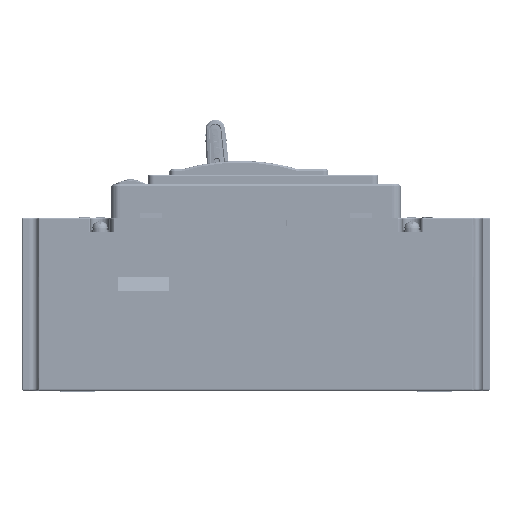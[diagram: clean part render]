
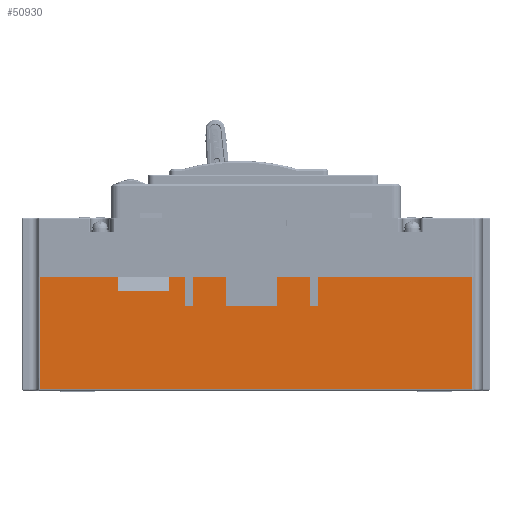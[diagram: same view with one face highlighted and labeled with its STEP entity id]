
A CAD part, front view. The second image highlights one B-rep face of the part: STEP entity #50930.
In plain terms, the highlighted planar face has unit normal (0, -1, 0).
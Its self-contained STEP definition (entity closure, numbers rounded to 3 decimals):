
#3615=DIRECTION('',(-1.,0.,0.));
#3616=VECTOR('',#3615,5.4);
#3617=CARTESIAN_POINT('',(58.166,0.,
-3.));
#3618=LINE('',#3617,#3616);
#3636=DIRECTION('',(-1.,0.,0.));
#3637=VECTOR('',#3636,27.806);
#3638=CARTESIAN_POINT('',(34.766,0.,
-3.));
#3639=LINE('',#3638,#3637);
#4271=DIRECTION('',(0.,0.,-1.));
#4272=VECTOR('',#4271,5.);
#4273=CARTESIAN_POINT('',(34.766,0.,
-3.));
#4274=LINE('',#4273,#4272);
#4278=DIRECTION('',(0.,0.,-1.));
#4279=VECTOR('',#4278,9.8);
#4280=CARTESIAN_POINT('',(58.166,0.,
-3.));
#4281=LINE('',#4280,#4279);
#4285=CARTESIAN_POINT('',(58.666,0.,
-12.8));
#4286=DIRECTION('',(0.,-1.,0.));
#4287=DIRECTION('',(-1.,0.,0.));
#4288=AXIS2_PLACEMENT_3D('',#4285,#4286,#4287);
#4293=DIRECTION('',(1.,0.,0.));
#4294=VECTOR('',#4293,2.);
#4295=CARTESIAN_POINT('',(58.666,0.,
-13.3));
#4296=LINE('',#4295,#4294);
#4300=CARTESIAN_POINT('',(60.666,0.,
-12.8));
#4301=DIRECTION('',(0.,-1.,0.));
#4302=DIRECTION('',(0.,0.,-1.));
#4303=AXIS2_PLACEMENT_3D('',#4300,#4301,#4302);
#4308=DIRECTION('',(1.,0.,0.));
#4309=VECTOR('',#4308,11.5);
#4310=CARTESIAN_POINT('',(61.166,0.,
-3.));
#4311=LINE('',#4310,#4309);
#4315=CARTESIAN_POINT('',(73.166,0.,
-12.8));
#4316=DIRECTION('',(0.,-1.,0.));
#4317=DIRECTION('',(-1.,0.,0.));
#4318=AXIS2_PLACEMENT_3D('',#4315,#4316,#4317);
#4323=CARTESIAN_POINT('',(90.166,0.,
-12.8));
#4324=DIRECTION('',(0.,-1.,0.));
#4325=DIRECTION('',(0.,0.,-1.));
#4326=AXIS2_PLACEMENT_3D('',#4323,#4324,#4325);
#4331=DIRECTION('',(0.,0.,1.));
#4332=VECTOR('',#4331,9.8);
#4333=CARTESIAN_POINT('',(90.666,0.,
-12.8));
#4334=LINE('',#4333,#4332);
#4338=DIRECTION('',(1.,0.,0.));
#4339=VECTOR('',#4338,11.5);
#4340=CARTESIAN_POINT('',(90.666,0.,
-3.));
#4341=LINE('',#4340,#4339);
#4345=DIRECTION('',(0.,0.,-1.));
#4346=VECTOR('',#4345,9.8);
#4347=CARTESIAN_POINT('',(102.166,0.,
-3.));
#4348=LINE('',#4347,#4346);
#4352=CARTESIAN_POINT('',(102.666,0.,
-12.8));
#4353=DIRECTION('',(0.,-1.,0.));
#4354=DIRECTION('',(-1.,0.,0.));
#4355=AXIS2_PLACEMENT_3D('',#4352,#4353,#4354);
#4360=DIRECTION('',(1.,0.,0.));
#4361=VECTOR('',#4360,2.);
#4362=CARTESIAN_POINT('',(102.666,0.,
-13.3));
#4363=LINE('',#4362,#4361);
#4367=CARTESIAN_POINT('',(104.666,0.,
-12.8));
#4368=DIRECTION('',(0.,-1.,0.));
#4369=DIRECTION('',(0.,0.,-1.));
#4370=AXIS2_PLACEMENT_3D('',#4367,#4368,#4369);
#4375=DIRECTION('',(1.,0.,0.));
#4376=VECTOR('',#4375,54.406);
#4377=CARTESIAN_POINT('',(105.166,0.,
-3.));
#4378=LINE('',#4377,#4376);
#4389=DIRECTION('',(-1.,0.,0.));
#4390=VECTOR('',#4389,18.);
#4391=CARTESIAN_POINT('',(52.766,0.,
-8.));
#4392=LINE('',#4391,#4390);
#4396=DIRECTION('',(0.,0.,-1.));
#4397=VECTOR('',#4396,5.);
#4398=CARTESIAN_POINT('',(52.766,0.,
-3.));
#4399=LINE('',#4398,#4397);
#4496=DIRECTION('',(0.,0.,-1.));
#4497=VECTOR('',#4496,9.8);
#4498=CARTESIAN_POINT('',(61.166,0.,
-3.));
#4499=LINE('',#4498,#4497);
#4503=DIRECTION('',(0.,0.,1.));
#4504=VECTOR('',#4503,9.8);
#4505=CARTESIAN_POINT('',(72.666,0.,
-12.8));
#4506=LINE('',#4505,#4504);
#4567=DIRECTION('',(-1.,0.,0.));
#4568=VECTOR('',#4567,17.);
#4569=CARTESIAN_POINT('',(90.166,0.,
-13.3));
#4570=LINE('',#4569,#4568);
#4710=DIRECTION('',(0.,0.,-1.));
#4711=VECTOR('',#4710,9.8);
#4712=CARTESIAN_POINT('',(105.166,0.,
-3.));
#4713=LINE('',#4712,#4711);
#4724=DIRECTION('',(0.,0.,1.));
#4725=VECTOR('',#4724,39.5);
#4726=CARTESIAN_POINT('',(159.572,0.,
-42.5));
#4727=LINE('',#4726,#4725);
#21274=DIRECTION('',(1.,0.,0.));
#21275=VECTOR('',#21274,152.613);
#21276=CARTESIAN_POINT('',(6.96,0.,
-42.5));
#21277=LINE('',#21276,#21275);
#21955=DIRECTION('',(0.,0.,-1.));
#21956=VECTOR('',#21955,39.5);
#21957=CARTESIAN_POINT('',(6.96,0.,
-3.));
#21958=LINE('',#21957,#21956);
#41206=CARTESIAN_POINT('',(159.572,0.,
-3.));
#41207=VERTEX_POINT('',#41206);
#41208=CARTESIAN_POINT('',(105.166,0.,
-3.));
#41209=VERTEX_POINT('',#41208);
#41214=CARTESIAN_POINT('',(102.166,0.,
-3.));
#41215=VERTEX_POINT('',#41214);
#41216=CARTESIAN_POINT('',(90.666,0.,
-3.));
#41217=VERTEX_POINT('',#41216);
#45926=CARTESIAN_POINT('',(6.96,0.,
-42.5));
#45927=VERTEX_POINT('',#45926);
#45928=CARTESIAN_POINT('',(159.572,0.,
-42.5));
#45929=VERTEX_POINT('',#45928);
#45942=CARTESIAN_POINT('',(34.766,0.,
-3.));
#45943=CARTESIAN_POINT('',(34.766,0.,
-8.));
#45944=VERTEX_POINT('',#45942);
#45945=VERTEX_POINT('',#45943);
#45946=CARTESIAN_POINT('',(52.766,0.,
-8.));
#45947=VERTEX_POINT('',#45946);
#45948=CARTESIAN_POINT('',(52.766,0.,
-3.));
#45949=VERTEX_POINT('',#45948);
#45950=CARTESIAN_POINT('',(58.166,0.,
-3.));
#45951=VERTEX_POINT('',#45950);
#45952=CARTESIAN_POINT('',(58.166,0.,
-12.8));
#45953=VERTEX_POINT('',#45952);
#45954=CARTESIAN_POINT('',(58.666,0.,
-13.3));
#45955=VERTEX_POINT('',#45954);
#45956=CARTESIAN_POINT('',(60.666,0.,
-13.3));
#45957=VERTEX_POINT('',#45956);
#45958=CARTESIAN_POINT('',(61.166,0.,
-12.8));
#45959=VERTEX_POINT('',#45958);
#45960=CARTESIAN_POINT('',(61.166,0.,
-3.));
#45961=VERTEX_POINT('',#45960);
#45962=CARTESIAN_POINT('',(72.666,0.,
-3.));
#45963=VERTEX_POINT('',#45962);
#45964=CARTESIAN_POINT('',(72.666,0.,
-12.8));
#45965=VERTEX_POINT('',#45964);
#45966=CARTESIAN_POINT('',(73.166,0.,
-13.3));
#45967=VERTEX_POINT('',#45966);
#45968=CARTESIAN_POINT('',(90.166,0.,
-13.3));
#45969=VERTEX_POINT('',#45968);
#45970=CARTESIAN_POINT('',(90.666,0.,
-12.8));
#45971=VERTEX_POINT('',#45970);
#45972=CARTESIAN_POINT('',(102.166,0.,
-12.8));
#45973=VERTEX_POINT('',#45972);
#45974=CARTESIAN_POINT('',(102.666,0.,
-13.3));
#45975=VERTEX_POINT('',#45974);
#45976=CARTESIAN_POINT('',(104.666,0.,
-13.3));
#45977=VERTEX_POINT('',#45976);
#45978=CARTESIAN_POINT('',(105.166,0.,
-12.8));
#45979=VERTEX_POINT('',#45978);
#45980=CARTESIAN_POINT('',(6.96,0.,
-3.));
#45981=VERTEX_POINT('',#45980);
#50877=CARTESIAN_POINT('',(0.766,0.,
-2.));
#50878=DIRECTION('',(0.,-1.,0.));
#50879=DIRECTION('',(0.,0.,-1.));
#50880=AXIS2_PLACEMENT_3D('',#50877,#50878,#50879);
#50881=PLANE('',#50880);
#50883=ORIENTED_EDGE('',*,*,#50882,.T.);
#50885=ORIENTED_EDGE('',*,*,#50884,.F.);
#50887=ORIENTED_EDGE('',*,*,#50886,.F.);
#50888=ORIENTED_EDGE('',*,*,#50385,.F.);
#50890=ORIENTED_EDGE('',*,*,#50889,.T.);
#50892=ORIENTED_EDGE('',*,*,#50891,.T.);
#50894=ORIENTED_EDGE('',*,*,#50893,.T.);
#50896=ORIENTED_EDGE('',*,*,#50895,.T.);
#50898=ORIENTED_EDGE('',*,*,#50897,.F.);
#50899=ORIENTED_EDGE('',*,*,#50377,.T.);
#50901=ORIENTED_EDGE('',*,*,#50900,.F.);
#50903=ORIENTED_EDGE('',*,*,#50902,.T.);
#50905=ORIENTED_EDGE('',*,*,#50904,.F.);
#50907=ORIENTED_EDGE('',*,*,#50906,.T.);
#50908=ORIENTED_EDGE('',*,*,#50870,.T.);
#50909=ORIENTED_EDGE('',*,*,#48780,.T.);
#50911=ORIENTED_EDGE('',*,*,#50910,.T.);
#50913=ORIENTED_EDGE('',*,*,#50912,.T.);
#50915=ORIENTED_EDGE('',*,*,#50914,.T.);
#50917=ORIENTED_EDGE('',*,*,#50916,.T.);
#50919=ORIENTED_EDGE('',*,*,#50918,.F.);
#50920=ORIENTED_EDGE('',*,*,#48772,.T.);
#50922=ORIENTED_EDGE('',*,*,#50921,.F.);
#50924=ORIENTED_EDGE('',*,*,#50923,.F.);
#50926=ORIENTED_EDGE('',*,*,#50925,.F.);
#50927=ORIENTED_EDGE('',*,*,#50393,.F.);
#50928=EDGE_LOOP('',(#50883,#50885,#50887,#50888,#50890,#50892,#50894,#50896,
#50898,#50899,#50901,#50903,#50905,#50907,#50908,#50909,#50911,#50913,#50915,
#50917,#50919,#50920,#50922,#50924,#50926,#50927));
#50929=FACE_OUTER_BOUND('',#50928,.F.);
#50930=ADVANCED_FACE('',(#50929),#50881,.T.);
#4289=CIRCLE('',#4288,0.5);
#4304=CIRCLE('',#4303,0.5);
#4319=CIRCLE('',#4318,0.5);
#4327=CIRCLE('',#4326,0.5);
#4356=CIRCLE('',#4355,0.5);
#4371=CIRCLE('',#4370,0.5);
#48772=EDGE_CURVE('',#41209,#41207,#4378,.T.);
#48780=EDGE_CURVE('',#41217,#41215,#4341,.T.);
#50377=EDGE_CURVE('',#45961,#45963,#4311,.T.);
#50385=EDGE_CURVE('',#45951,#45949,#3618,.T.);
#50393=EDGE_CURVE('',#45944,#45981,#3639,.T.);
#50870=EDGE_CURVE('',#45971,#41217,#4334,.T.);
#50882=EDGE_CURVE('',#45944,#45945,#4274,.T.);
#50884=EDGE_CURVE('',#45947,#45945,#4392,.T.);
#50886=EDGE_CURVE('',#45949,#45947,#4399,.T.);
#50889=EDGE_CURVE('',#45951,#45953,#4281,.T.);
#50891=EDGE_CURVE('',#45953,#45955,#4289,.T.);
#50893=EDGE_CURVE('',#45955,#45957,#4296,.T.);
#50895=EDGE_CURVE('',#45957,#45959,#4304,.T.);
#50897=EDGE_CURVE('',#45961,#45959,#4499,.T.);
#50900=EDGE_CURVE('',#45965,#45963,#4506,.T.);
#50902=EDGE_CURVE('',#45965,#45967,#4319,.T.);
#50904=EDGE_CURVE('',#45969,#45967,#4570,.T.);
#50906=EDGE_CURVE('',#45969,#45971,#4327,.T.);
#50910=EDGE_CURVE('',#41215,#45973,#4348,.T.);
#50912=EDGE_CURVE('',#45973,#45975,#4356,.T.);
#50914=EDGE_CURVE('',#45975,#45977,#4363,.T.);
#50916=EDGE_CURVE('',#45977,#45979,#4371,.T.);
#50918=EDGE_CURVE('',#41209,#45979,#4713,.T.);
#50921=EDGE_CURVE('',#45929,#41207,#4727,.T.);
#50923=EDGE_CURVE('',#45927,#45929,#21277,.T.);
#50925=EDGE_CURVE('',#45981,#45927,#21958,.T.);
